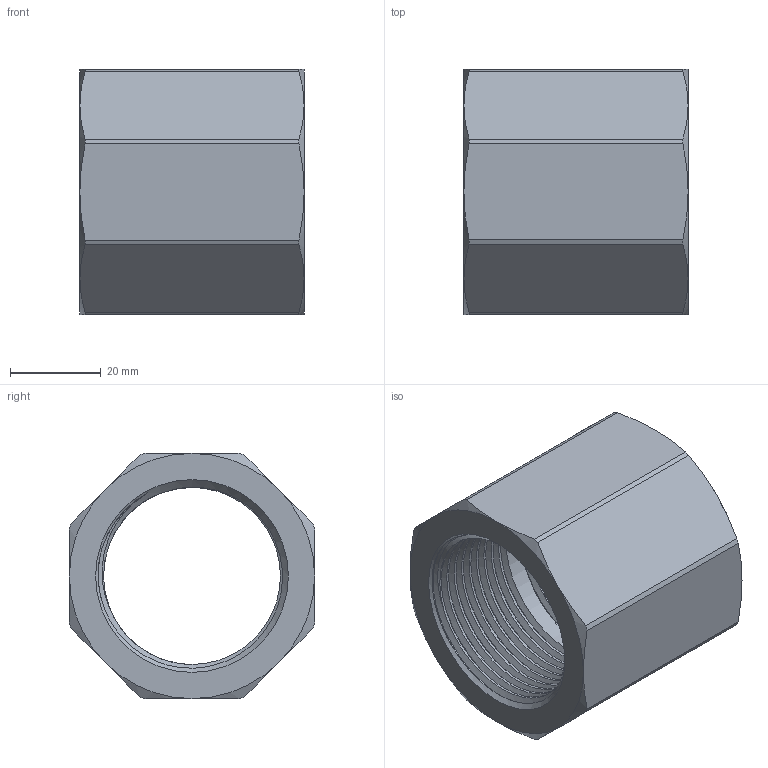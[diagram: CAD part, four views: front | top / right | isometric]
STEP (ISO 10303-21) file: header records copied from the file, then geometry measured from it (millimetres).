
FILE_DESCRIPTION(/* description */ ('Unknown'),/* implementation_level */ '2;1');
FILE_NAME(/* name */ '20201105-R-406-L-013-socket-DN32',/* time_stamp */ '2020-11-05T14:58:51+08:00',/* author */ ('Unknown'),/* organization */ ('Unknown'),/* preprocessor_version */ 'ST-DEVELOPER v16.7',/* originating_system */ 'DEX',/* authorisation */ $);
FILE_SCHEMA (('AUTOMOTIVE_DESIGN {1 0 10303 214 3 1 1}'));
Length unit declared in the file: millimetre
Products named in the file (1): R-406-DN32
Bounding box: 49.4 x 54 x 54 mm (x, y, z)
Volume: 56412.8 mm3; surface area: 20689.5 mm2
Topology: 1 solids, 1 shells, 44 faces, 188 edges, 146 vertices
Faces by surface type: cone 18, cylinder 11, plane 11, bspline 4
Entity records: 8714 total; most frequent: CARTESIAN_POINT 7406, ORIENTED_EDGE 372, EDGE_CURVE 186, DIRECTION 183, VERTEX_POINT 146, AXIS2_PLACEMENT_3D 80, EDGE_LOOP 48, FACE_BOUND 48
